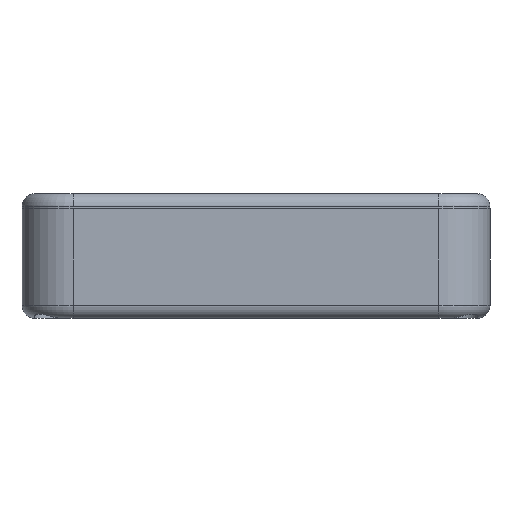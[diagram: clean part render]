
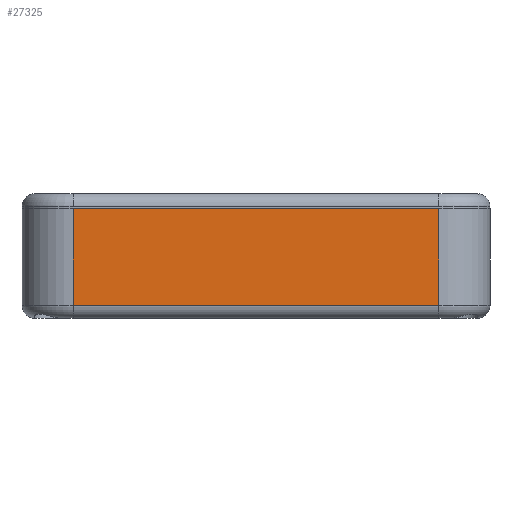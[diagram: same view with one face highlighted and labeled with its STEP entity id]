
A CAD part, left-side view. The second image highlights one B-rep face of the part: STEP entity #27325.
In plain terms, the highlighted planar face has unit normal (-1, 0, 0).
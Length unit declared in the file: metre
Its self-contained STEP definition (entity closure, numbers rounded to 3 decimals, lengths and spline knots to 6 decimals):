
#7479=ORIENTED_EDGE('',*,*,#12619,.T.);
#7480=ORIENTED_EDGE('',*,*,#12620,.T.);
#7481=ORIENTED_EDGE('',*,*,#12621,.T.);
#7482=ORIENTED_EDGE('',*,*,#12543,.F.);
#12543=EDGE_CURVE('',#15586,#15587,#18039,.T.);
#12619=EDGE_CURVE('',#15586,#15649,#18083,.T.);
#12620=EDGE_CURVE('',#15649,#15650,#18084,.T.);
#12621=EDGE_CURVE('',#15650,#15587,#18085,.F.);
#15586=VERTEX_POINT('',#45533);
#15587=VERTEX_POINT('',#45535);
#15649=VERTEX_POINT('',#45728);
#15650=VERTEX_POINT('',#45730);
#18039=LINE('',#45534,#20484);
#18083=LINE('',#45727,#20528);
#18084=LINE('',#45729,#20529);
#18085=LINE('',#45731,#20530);
#20484=VECTOR('',#36752,1.);
#20528=VECTOR('',#36898,1.);
#20529=VECTOR('',#36899,1.);
#20530=VECTOR('',#36900,1.);
#22638=EDGE_LOOP('',(#7479,#7480,#7481,#7482));
#24793=FACE_BOUND('',#22638,.T.);
#26105=PLANE('',#31423);
#27325=ADVANCED_FACE('',(#24793),#26105,.F.);
#31423=AXIS2_PLACEMENT_3D('',#45726,#36896,#36897);
#36752=DIRECTION('',(0.,-1.,0.));
#36896=DIRECTION('',(1.,0.,0.));
#36897=DIRECTION('',(0.,0.,-1.));
#36898=DIRECTION('',(0.,0.,-1.));
#36899=DIRECTION('',(0.,-1.,0.));
#36900=DIRECTION('',(0.,0.,-1.));
#45533=CARTESIAN_POINT('',(-0.045884,0.008318,0.018));
#45534=CARTESIAN_POINT('',(-0.045884,-0.021732,0.018));
#45535=CARTESIAN_POINT('',(-0.045884,-0.051782,0.018));
#45726=CARTESIAN_POINT('',(-0.045884,-0.021732,0.018));
#45727=CARTESIAN_POINT('',(-0.045884,0.008318,0.));
#45728=CARTESIAN_POINT('',(-0.045884,0.008318,0.002173));
#45729=CARTESIAN_POINT('',(-0.045884,-0.021732,0.002173));
#45730=CARTESIAN_POINT('',(-0.045884,-0.051782,0.002173));
#45731=CARTESIAN_POINT('',(-0.045884,-0.051782,0.018));
